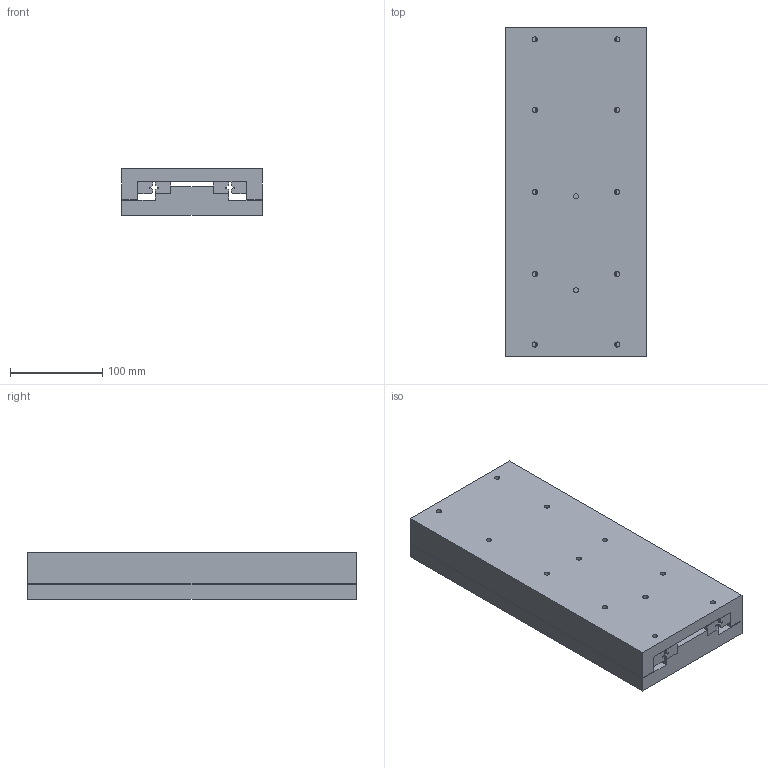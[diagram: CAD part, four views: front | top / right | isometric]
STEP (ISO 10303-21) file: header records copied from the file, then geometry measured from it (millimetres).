
FILE_DESCRIPTION((''),'2;1');
FILE_NAME('XAC-6-14-13.stp','2004-01-12T23:30:57',('Owner'),(''),'Autodesk Inventor (tm) 5.3','Autodesk Inventor (tm) 5.3','');
FILE_SCHEMA(('CONFIG_CONTROL_DESIGN'));
Length unit declared in the file: inch
Products named in the file (7): XAC-6-14-13; XAC-6-14-13 BOTTOM-BASE; XAC-6-14-13 TOP-PLATE; XAC-6-14-13 RAIL-1; XAC-6-14-13 RAIL-2; XAC-6-14-13 RAIL-3; XAC-6-14-13 RAIL-4
Assembly tree (6 placements, depth 2):
  XAC-6-14-13
    XAC-6-14-13 BOTTOM-BASE
    XAC-6-14-13 TOP-PLATE
    XAC-6-14-13 RAIL-1
    XAC-6-14-13 RAIL-2
    XAC-6-14-13 RAIL-3
    XAC-6-14-13 RAIL-4
Bounding box: 152.4 x 355.6 x 50.8 mm (x, y, z)
Volume: 2481239 mm3; surface area: 379920.6 mm2
Topology: 6 solids, 6 shells, 141 faces, 390 edges, 260 vertices
Faces by surface type: plane 97, bspline 44
Entity records: 5991 total; most frequent: CARTESIAN_POINT 1496, ORIENTED_EDGE 780, DIRECTION 700, EDGE_CURVE 390, VECTOR 300, LINE 300, VERTEX_POINT 260, AXIS2_PLACEMENT_3D 200
